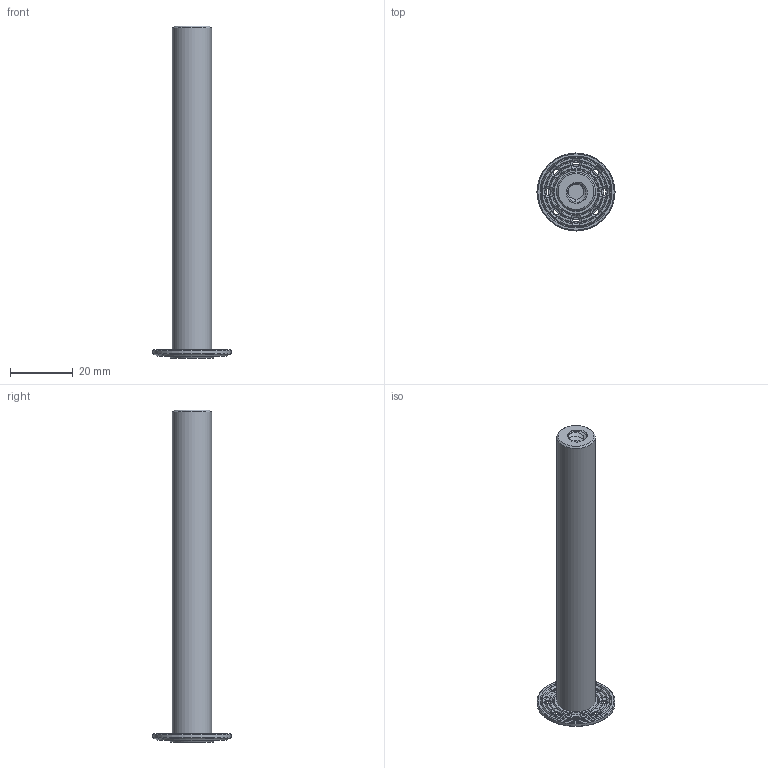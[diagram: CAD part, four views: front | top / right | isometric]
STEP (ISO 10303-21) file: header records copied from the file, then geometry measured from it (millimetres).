
FILE_DESCRIPTION(('FreeCAD Model'),'2;1');
FILE_NAME('Open CASCADE Shape Model','2023-12-26T19:14:09',(''),(''), 'Open CASCADE STEP processor 7.6','FreeCAD','Unknown');
FILE_SCHEMA(('AUTOMOTIVE_DESIGN { 1 0 10303 214 1 1 1 1 }'));
Length unit declared in the file: millimetre
Products named in the file (1): Nut RH ADHM FLN BU02.00x00.125x08.50 - SPN-NUT-0133 (stemfie.org)
Bounding box: 25 x 25 x 106.25 mm (x, y, z)
Volume: 10237.8 mm3; surface area: 9623.3 mm2
Topology: 1 solids, 1 shells, 294 faces, 735 edges, 401 vertices
Faces by surface type: bspline 157, plane 64, cone 63, cylinder 10
Full cylindrical faces by diameter (mm): 2 x8, 12.5 x1, 25 x1
Entity records: 34445 total; most frequent: CARTESIAN_POINT 21463, DIRECTION 1866, ORIENTED_EDGE 1470, PCURVE 1470, DEFINITIONAL_REPRESENTATION 1470, B_SPLINE_CURVE_WITH_KNOTS 927, EDGE_CURVE 735, LINE 695
